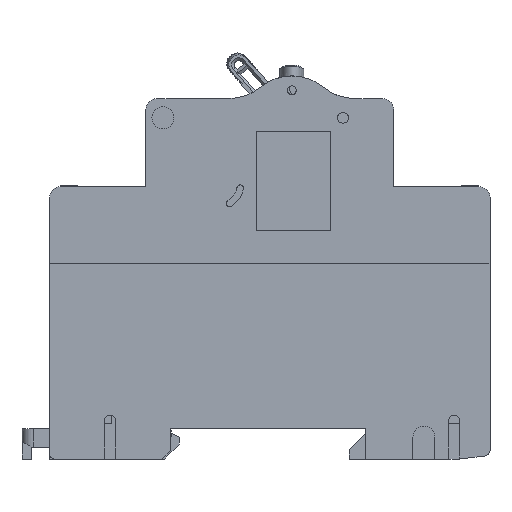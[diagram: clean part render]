
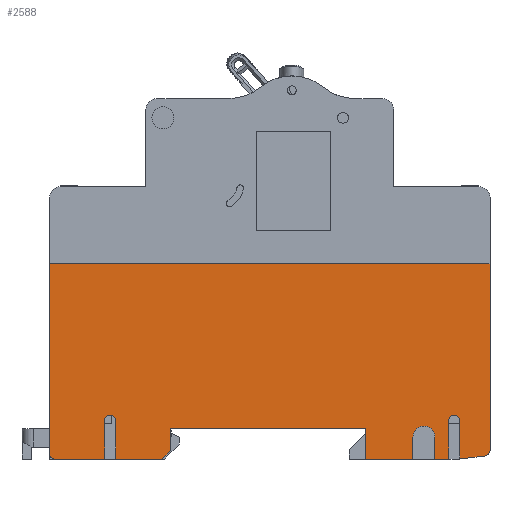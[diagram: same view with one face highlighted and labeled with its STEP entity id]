
A CAD part, front view. The second image highlights one B-rep face of the part: STEP entity #2588.
In plain terms, the highlighted planar face has unit normal (0, -1, 0).
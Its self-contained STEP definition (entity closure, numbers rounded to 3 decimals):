
#1585=CIRCLE('',#31418,2.);
#1586=CIRCLE('',#31419,1.);
#1587=CIRCLE('',#31420,1.);
#1588=CIRCLE('',#31421,1.);
#1589=CIRCLE('',#31422,1.);
#2588=ADVANCED_FACE('',(#4547),#3632,.F.);
#3632=PLANE('',#31423);
#4547=FACE_OUTER_BOUND('',#5678,.T.);
#5678=EDGE_LOOP('',(#9151,#9152,#9153,#9154,#9155,#9156,#9157,#9158,#9159,
#9160,#9161,#9162,#9163,#9164,#9165,#9166,#9167,#9168,#9169,#9170,#9171,
#9172,#9173));
#9151=ORIENTED_EDGE('',*,*,#19510,.F.);
#9152=ORIENTED_EDGE('',*,*,#19511,.F.);
#9153=ORIENTED_EDGE('',*,*,#19482,.F.);
#9154=ORIENTED_EDGE('',*,*,#19512,.F.);
#9155=ORIENTED_EDGE('',*,*,#19513,.F.);
#9156=ORIENTED_EDGE('',*,*,#19514,.F.);
#9157=ORIENTED_EDGE('',*,*,#19515,.T.);
#9158=ORIENTED_EDGE('',*,*,#19516,.T.);
#9159=ORIENTED_EDGE('',*,*,#19517,.F.);
#9160=ORIENTED_EDGE('',*,*,#19518,.T.);
#9161=ORIENTED_EDGE('',*,*,#18838,.F.);
#9162=ORIENTED_EDGE('',*,*,#19519,.T.);
#9163=ORIENTED_EDGE('',*,*,#19520,.F.);
#9164=ORIENTED_EDGE('',*,*,#19521,.F.);
#9165=ORIENTED_EDGE('',*,*,#19522,.F.);
#9166=ORIENTED_EDGE('',*,*,#19523,.F.);
#9167=ORIENTED_EDGE('',*,*,#19524,.F.);
#9168=ORIENTED_EDGE('',*,*,#19525,.T.);
#9169=ORIENTED_EDGE('',*,*,#19526,.T.);
#9170=ORIENTED_EDGE('',*,*,#19438,.T.);
#9171=ORIENTED_EDGE('',*,*,#19477,.T.);
#9172=ORIENTED_EDGE('',*,*,#19486,.F.);
#9173=ORIENTED_EDGE('',*,*,#19527,.F.);
#14735=VERTEX_POINT('',#43148);
#14736=VERTEX_POINT('',#43150);
#15161=VERTEX_POINT('',#44326);
#15162=VERTEX_POINT('',#44328);
#15195=VERTEX_POINT('',#44409);
#15200=VERTEX_POINT('',#44421);
#15201=VERTEX_POINT('',#44422);
#15204=VERTEX_POINT('',#44428);
#15221=VERTEX_POINT('',#44476);
#15222=VERTEX_POINT('',#44477);
#15223=VERTEX_POINT('',#44480);
#15224=VERTEX_POINT('',#44482);
#15225=VERTEX_POINT('',#44484);
#15226=VERTEX_POINT('',#44486);
#15227=VERTEX_POINT('',#44488);
#15228=VERTEX_POINT('',#44490);
#15229=VERTEX_POINT('',#44493);
#15230=VERTEX_POINT('',#44495);
#15231=VERTEX_POINT('',#44497);
#15232=VERTEX_POINT('',#44499);
#15233=VERTEX_POINT('',#44501);
#15234=VERTEX_POINT('',#44503);
#15235=VERTEX_POINT('',#44505);
#18838=EDGE_CURVE('',#14735,#14736,#23603,.T.);
#19438=EDGE_CURVE('',#15162,#15161,#24142,.T.);
#19477=EDGE_CURVE('',#15161,#15195,#24174,.T.);
#19482=EDGE_CURVE('',#15200,#15201,#24179,.T.);
#19486=EDGE_CURVE('',#15204,#15195,#24183,.T.);
#19510=EDGE_CURVE('',#15221,#15222,#1585,.T.);
#19511=EDGE_CURVE('',#15201,#15221,#24207,.T.);
#19512=EDGE_CURVE('',#15223,#15200,#24208,.T.);
#19513=EDGE_CURVE('',#15224,#15223,#1586,.T.);
#19514=EDGE_CURVE('',#15225,#15224,#24209,.T.);
#19515=EDGE_CURVE('',#15225,#15226,#24210,.T.);
#19516=EDGE_CURVE('',#15226,#15227,#1587,.T.);
#19517=EDGE_CURVE('',#15228,#15227,#24211,.T.);
#19518=EDGE_CURVE('',#15228,#14736,#24212,.T.);
#19519=EDGE_CURVE('',#14735,#15229,#1588,.T.);
#19520=EDGE_CURVE('',#15230,#15229,#24213,.T.);
#19521=EDGE_CURVE('',#15231,#15230,#24214,.T.);
#19522=EDGE_CURVE('',#15232,#15231,#1589,.T.);
#19523=EDGE_CURVE('',#15233,#15232,#24215,.T.);
#19524=EDGE_CURVE('',#15234,#15233,#24216,.T.);
#19525=EDGE_CURVE('',#15234,#15235,#24217,.T.);
#19526=EDGE_CURVE('',#15235,#15162,#24218,.T.);
#19527=EDGE_CURVE('',#15222,#15204,#24219,.T.);
#23603=LINE('',#43149,#27531);
#24142=LINE('',#44327,#28070);
#24174=LINE('',#44410,#28102);
#24179=LINE('',#44420,#28107);
#24183=LINE('',#44429,#28111);
#24207=LINE('',#44478,#28135);
#24208=LINE('',#44479,#28136);
#24209=LINE('',#44483,#28137);
#24210=LINE('',#44485,#28138);
#24211=LINE('',#44489,#28139);
#24212=LINE('',#44491,#28140);
#24213=LINE('',#44494,#28141);
#24214=LINE('',#44496,#28142);
#24215=LINE('',#44500,#28143);
#24216=LINE('',#44502,#28144);
#24217=LINE('',#44504,#28145);
#24218=LINE('',#44506,#28146);
#24219=LINE('',#44507,#28147);
#27531=VECTOR('',#34529,1.);
#28070=VECTOR('',#35494,1.);
#28102=VECTOR('',#35560,1.);
#28107=VECTOR('',#35567,1.);
#28111=VECTOR('',#35571,1.);
#28135=VECTOR('',#35609,1.);
#28136=VECTOR('',#35610,1.);
#28137=VECTOR('',#35613,1.);
#28138=VECTOR('',#35614,1.);
#28139=VECTOR('',#35617,1.);
#28140=VECTOR('',#35618,1.);
#28141=VECTOR('',#35621,1.);
#28142=VECTOR('',#35622,1.);
#28143=VECTOR('',#35625,1.);
#28144=VECTOR('',#35626,1.);
#28145=VECTOR('',#35627,1.);
#28146=VECTOR('',#35628,1.);
#28147=VECTOR('',#35629,1.);
#31418=AXIS2_PLACEMENT_3D('',#44475,#35607,#35608);
#31419=AXIS2_PLACEMENT_3D('',#44481,#35611,#35612);
#31420=AXIS2_PLACEMENT_3D('',#44487,#35615,#35616);
#31421=AXIS2_PLACEMENT_3D('',#44492,#35619,#35620);
#31422=AXIS2_PLACEMENT_3D('',#44498,#35623,#35624);
#31423=AXIS2_PLACEMENT_3D('',#44508,#35630,#35631);
#34529=DIRECTION('',(0.,0.,1.));
#35494=DIRECTION('',(1.,0.,0.));
#35560=DIRECTION('',(0.,0.,-1.));
#35567=DIRECTION('',(-1.,0.,0.));
#35571=DIRECTION('',(-1.,0.,0.));
#35607=DIRECTION('',(0.,-1.,0.));
#35608=DIRECTION('',(1.,0.,0.));
#35609=DIRECTION('',(0.,0.,1.));
#35610=DIRECTION('',(0.,0.,-1.));
#35611=DIRECTION('',(0.,-1.,0.));
#35612=DIRECTION('',(1.,0.,0.));
#35613=DIRECTION('',(0.,0.,1.));
#35614=DIRECTION('',(0.993,0.,0.122));
#35615=DIRECTION('',(0.,-1.,0.));
#35616=DIRECTION('',(-1.,0.,0.));
#35617=DIRECTION('',(0.,0.,-1.));
#35618=DIRECTION('',(-1.,0.,0.));
#35619=DIRECTION('',(0.,-1.,0.));
#35620=DIRECTION('',(-1.,0.,0.));
#35621=DIRECTION('',(-1.,0.,0.));
#35622=DIRECTION('',(0.,0.,-1.));
#35623=DIRECTION('',(0.,-1.,0.));
#35624=DIRECTION('',(1.,0.,0.));
#35625=DIRECTION('',(0.,0.,1.));
#35626=DIRECTION('',(-1.,0.,0.));
#35627=DIRECTION('',(0.707,0.,0.707));
#35628=DIRECTION('',(0.,0.,1.));
#35629=DIRECTION('',(0.,0.,-1.));
#35630=DIRECTION('',(0.,1.,0.));
#35631=DIRECTION('',(1.,0.,0.));
#43148=CARTESIAN_POINT('',(-28.7,-35.,-4.5));
#43149=CARTESIAN_POINT('',(-28.7,-35.,30.));
#43150=CARTESIAN_POINT('',(-28.7,-35.,30.));
#44326=CARTESIAN_POINT('',(28.7,-35.,0.));
#44327=CARTESIAN_POINT('',(28.7,-35.,0.));
#44328=CARTESIAN_POINT('',(-6.8,-35.,0.));
#44409=CARTESIAN_POINT('',(28.7,-35.,-5.5));
#44410=CARTESIAN_POINT('',(28.7,-35.,0.));
#44420=CARTESIAN_POINT('',(51.3,-35.,-5.5));
#44421=CARTESIAN_POINT('',(43.8,-35.,-5.5));
#44422=CARTESIAN_POINT('',(41.3,-35.,-5.5));
#44428=CARTESIAN_POINT('',(37.3,-35.,-5.5));
#44429=CARTESIAN_POINT('',(51.3,-35.,-5.5));
#44475=CARTESIAN_POINT('',(39.3,-35.,-1.5));
#44476=CARTESIAN_POINT('',(41.3,-35.,-1.5));
#44477=CARTESIAN_POINT('',(37.3,-35.,-1.5));
#44478=CARTESIAN_POINT('',(41.3,-35.,-1.5));
#44479=CARTESIAN_POINT('',(43.8,-35.,1.5));
#44480=CARTESIAN_POINT('',(43.8,-35.,1.5));
#44481=CARTESIAN_POINT('',(44.8,-35.,1.5));
#44482=CARTESIAN_POINT('',(45.8,-35.,1.5));
#44483=CARTESIAN_POINT('',(45.8,-35.,1.5));
#44484=CARTESIAN_POINT('',(45.8,-35.,-5.475));
#44485=CARTESIAN_POINT('',(51.3,-35.,-4.8));
#44486=CARTESIAN_POINT('',(50.422,-35.,-4.908));
#44487=CARTESIAN_POINT('',(50.3,-35.,-3.915));
#44488=CARTESIAN_POINT('',(51.3,-35.,-3.915));
#44489=CARTESIAN_POINT('',(51.3,-35.,30.));
#44490=CARTESIAN_POINT('',(51.3,-35.,30.));
#44491=CARTESIAN_POINT('',(51.3,-35.,30.));
#44492=CARTESIAN_POINT('',(-27.7,-35.,-4.5));
#44493=CARTESIAN_POINT('',(-27.7,-35.,-5.5));
#44494=CARTESIAN_POINT('',(51.3,-35.,-5.5));
#44495=CARTESIAN_POINT('',(-18.7,-35.,-5.5));
#44496=CARTESIAN_POINT('',(-18.7,-35.,1.5));
#44497=CARTESIAN_POINT('',(-18.7,-35.,1.5));
#44498=CARTESIAN_POINT('',(-17.7,-35.,1.5));
#44499=CARTESIAN_POINT('',(-16.7,-35.,1.5));
#44500=CARTESIAN_POINT('',(-16.7,-35.,1.5));
#44501=CARTESIAN_POINT('',(-16.7,-35.,-5.5));
#44502=CARTESIAN_POINT('',(51.3,-35.,-5.5));
#44503=CARTESIAN_POINT('',(-8.3,-35.,-5.5));
#44504=CARTESIAN_POINT('',(-6.8,-35.,-4.));
#44505=CARTESIAN_POINT('',(-6.8,-35.,-4.));
#44506=CARTESIAN_POINT('',(-6.8,-35.,0.));
#44507=CARTESIAN_POINT('',(37.3,-35.,-1.5));
#44508=CARTESIAN_POINT('',(51.3,-35.,-5.5));
